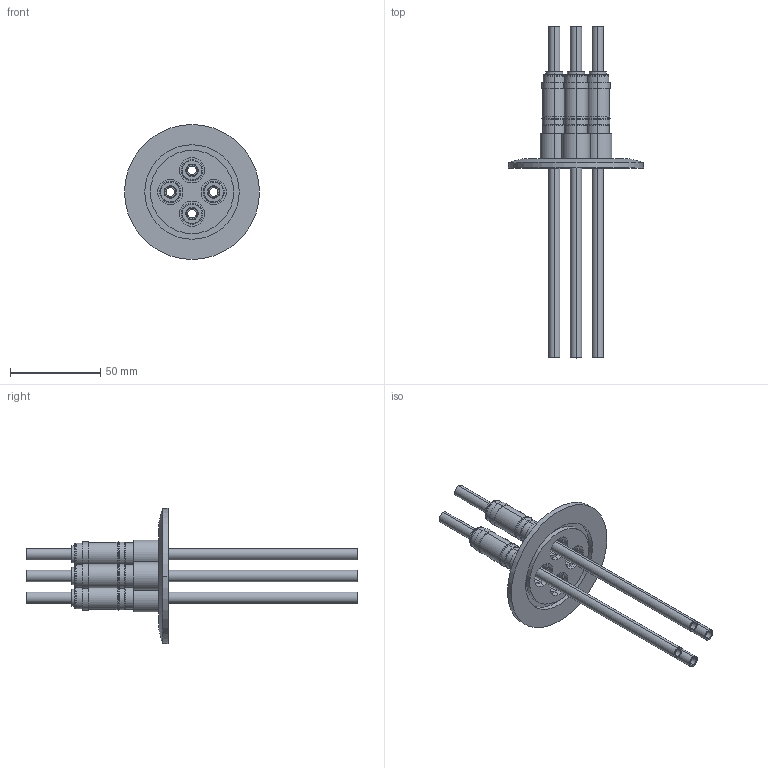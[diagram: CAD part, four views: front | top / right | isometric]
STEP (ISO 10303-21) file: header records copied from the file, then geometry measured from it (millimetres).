
FILE_DESCRIPTION (( 'STEP AP203' ), '1' );
FILE_NAME ('A0116-4-QF.STEP', '2013-06-13T11:50:24', ( '' ), ( '' ), 'SwSTEP 2.0', 'SolidWorks 2012', '' );
FILE_SCHEMA (( 'CONFIG_CONTROL_DESIGN' ));
Length unit declared in the file: inch
Products named in the file (1): A0116-4-QF
Bounding box: 74.93 x 184.15 x 74.93 mm (x, y, z)
Volume: 45273.8 mm3; surface area: 55036.9 mm2
Topology: 1 solids, 1 shells, 300 faces, 646 edges, 414 vertices
Faces by surface type: cylinder 166, plane 68, cone 42, bspline 24
Entity records: 10551 total; most frequent: CARTESIAN_POINT 3657, DIRECTION 1590, ORIENTED_EDGE 1292, AXIS2_PLACEMENT_3D 691, EDGE_CURVE 646, VERTEX_POINT 414, CIRCLE 414, EDGE_LOOP 374
